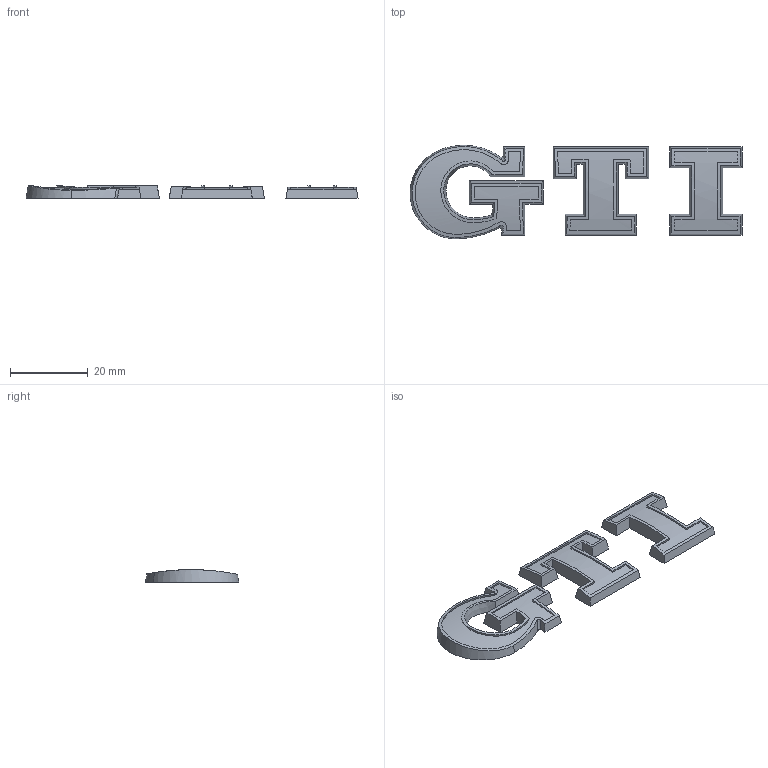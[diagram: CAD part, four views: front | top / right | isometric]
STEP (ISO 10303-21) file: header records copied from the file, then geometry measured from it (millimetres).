
FILE_DESCRIPTION(/* description */ (''),/* implementation_level */ '2;1');
FILE_NAME(/* name */ 'GTI Front Emblem Inset.stp',/* time_stamp */ '2021-05-10T23:24:40-07:00',/* author */ ('Andrew'),/* organization */ (''),/* preprocessor_version */ 'ST-DEVELOPER v18.1',/* originating_system */ 'Autodesk Inventor 2021',/* authorisation */ '');
FILE_SCHEMA (('AUTOMOTIVE_DESIGN { 1 0 10303 214 3 1 1 }'));
Length unit declared in the file: millimetre
Products named in the file (1): GTI Front Emblem
Bounding box: 85.25 x 24.03 x 3.25 mm (x, y, z)
Volume: 2781.9 mm3; surface area: 3580.3 mm2
Topology: 3 solids, 3 shells, 107 faces, 298 edges, 200 vertices
Faces by surface type: plane 83, cone 14, cylinder 6, bspline 4
Entity records: 4220 total; most frequent: CARTESIAN_POINT 1445, ORIENTED_EDGE 596, DIRECTION 526, EDGE_CURVE 298, VERTEX_POINT 200, LINE 184, VECTOR 184, AXIS2_PLACEMENT_3D 171
